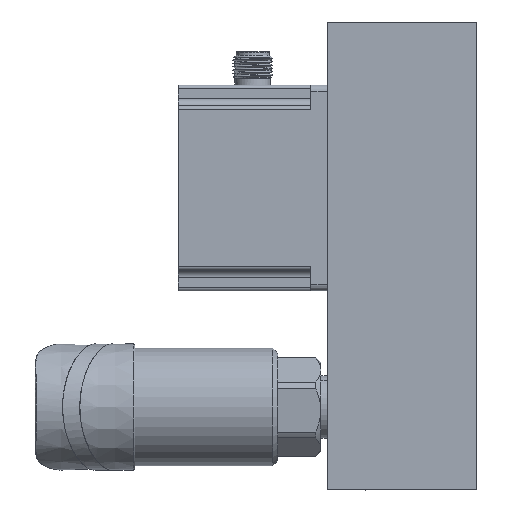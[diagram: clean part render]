
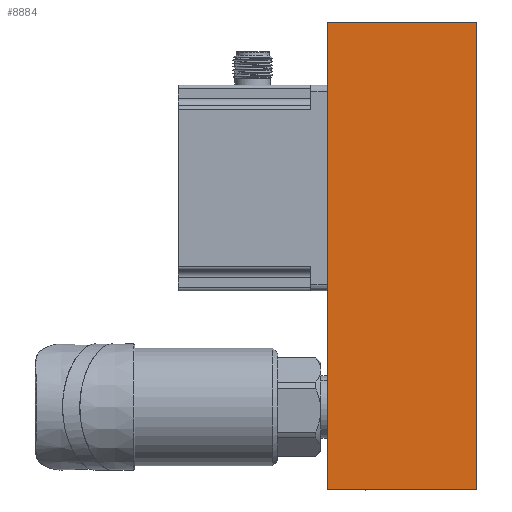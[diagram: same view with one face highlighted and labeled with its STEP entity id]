
A CAD part, left-side view. The second image highlights one B-rep face of the part: STEP entity #8884.
In plain terms, the highlighted planar face has unit normal (-1, 0, 0).
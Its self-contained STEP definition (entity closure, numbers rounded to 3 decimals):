
#1094=PLANE('',#35473);
#2231=LINE('',#73189,#5432);
#2236=LINE('',#73219,#5437);
#2239=LINE('',#73229,#5440);
#2241=LINE('',#73245,#5442);
#5432=VECTOR('',#38223,1.);
#5437=VECTOR('',#38254,1.);
#5440=VECTOR('',#38265,1.);
#5442=VECTOR('',#38281,1.);
#8884=ADVANCED_FACE('',(#11206),#1094,.F.);
#11206=FACE_OUTER_BOUND('',#13019,.T.);
#13019=EDGE_LOOP('',(#16292,#16293,#16294,#16295));
#16292=ORIENTED_EDGE('',*,*,#29634,.F.);
#16293=ORIENTED_EDGE('',*,*,#29647,.T.);
#16294=ORIENTED_EDGE('',*,*,#29639,.T.);
#16295=ORIENTED_EDGE('',*,*,#29623,.F.);
#26241=VERTEX_POINT('',#73188);
#26242=VERTEX_POINT('',#73190);
#26253=VERTEX_POINT('',#73218);
#26257=VERTEX_POINT('',#73230);
#29623=EDGE_CURVE('',#26241,#26242,#2231,.T.);
#29634=EDGE_CURVE('',#26253,#26241,#2236,.T.);
#29639=EDGE_CURVE('',#26257,#26242,#2239,.T.);
#29647=EDGE_CURVE('',#26253,#26257,#2241,.T.);
#35473=AXIS2_PLACEMENT_3D('',#73246,#38282,#38283);
#38223=DIRECTION('',(0.,1.,0.));
#38254=DIRECTION('',(0.,0.,-1.));
#38265=DIRECTION('',(0.,0.,-1.));
#38281=DIRECTION('',(0.,1.,0.));
#38282=DIRECTION('',(1.,0.,0.));
#38283=DIRECTION('',(0.,1.,0.));
#73188=CARTESIAN_POINT('',(-22.5,-22.5,-93.5));
#73189=CARTESIAN_POINT('',(-22.5,-45.5,-93.5));
#73190=CARTESIAN_POINT('',(-22.5,22.5,-93.5));
#73218=CARTESIAN_POINT('',(-22.5,-22.5,47.5));
#73219=CARTESIAN_POINT('',(-22.5,-22.5,-174.5));
#73229=CARTESIAN_POINT('',(-22.5,22.5,-174.5));
#73230=CARTESIAN_POINT('',(-22.5,22.5,47.5));
#73245=CARTESIAN_POINT('',(-22.5,-22.5,47.5));
#73246=CARTESIAN_POINT('',(-22.5,-22.5,-174.5));
